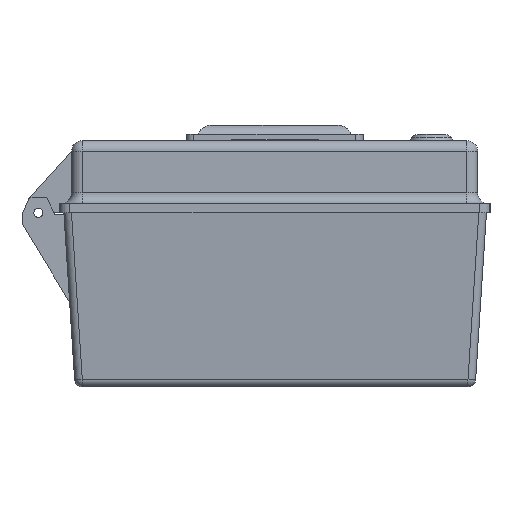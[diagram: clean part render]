
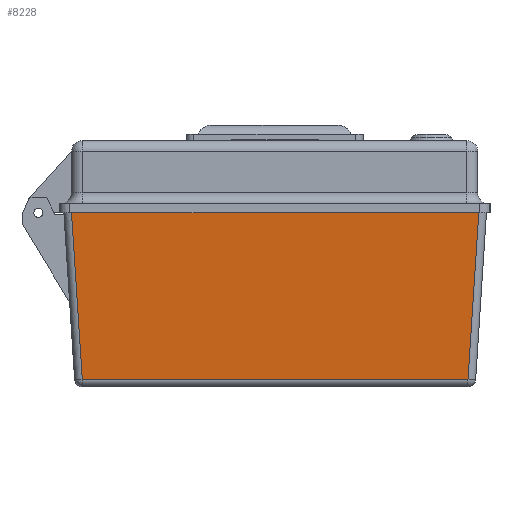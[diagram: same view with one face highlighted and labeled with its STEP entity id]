
A CAD part, front view. The second image highlights one B-rep face of the part: STEP entity #8228.
In plain terms, the highlighted planar face has unit normal (0, -0.997, -0.077).
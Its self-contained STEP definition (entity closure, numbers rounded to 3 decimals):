
#481 = CARTESIAN_POINT ( 'NONE',  ( 130., -263.858, -111.387 ) ) ;
#1420 = CARTESIAN_POINT ( 'NONE',  ( 130.613, -270.218, -29.41 ) ) ;
#1450 = VECTOR ( 'NONE', #4804, 1000. ) ;
#2074 = LINE ( 'NONE', #481, #1450 ) ;
#2118 = LINE ( 'NONE', #9812, #6567 ) ;
#2537 = DIRECTION ( 'NONE',  ( 1., 0., 0. ) ) ;
#2993 = DIRECTION ( 'NONE',  ( 0., -0.997, -0.077 ) ) ;
#3039 = AXIS2_PLACEMENT_3D ( 'NONE', #11756, #2993, #10714 ) ;
#3952 = VERTEX_POINT ( 'NONE', #6238 ) ;
#4330 = DIRECTION ( 'NONE',  ( 0.064, 0.077, -0.995 ) ) ;
#4495 = VERTEX_POINT ( 'NONE', #8910 ) ;
#4697 = EDGE_LOOP ( 'NONE', ( #12093, #6643, #8140, #13989 ) ) ;
#4804 = DIRECTION ( 'NONE',  ( 1., 0., 0. ) ) ;
#5973 = CARTESIAN_POINT ( 'NONE',  ( -132.515, -272.5, 0. ) ) ;
#6238 = CARTESIAN_POINT ( 'NONE',  ( -125.313, -263.858, -111.387 ) ) ;
#6567 = VECTOR ( 'NONE', #4330, 1000. ) ;
#6643 = ORIENTED_EDGE ( 'NONE', *, *, #11379, .T. ) ;
#7844 = CARTESIAN_POINT ( 'NONE',  ( 125.313, -263.858, -111.387 ) ) ;
#8140 = ORIENTED_EDGE ( 'NONE', *, *, #9500, .F. ) ;
#8228 = ADVANCED_FACE ( 'NONE', ( #13926 ), #9554, .T. ) ;
#8910 = CARTESIAN_POINT ( 'NONE',  ( 132.515, -272.5, 0. ) ) ;
#9099 = DIRECTION ( 'NONE',  ( 0.064, -0.077, 0.995 ) ) ;
#9376 = VECTOR ( 'NONE', #2537, 1000. ) ;
#9500 = EDGE_CURVE ( 'NONE', #14124, #4495, #10736, .T. ) ;
#9554 = PLANE ( 'NONE',  #3039 ) ;
#9812 = CARTESIAN_POINT ( 'NONE',  ( -130.613, -270.218, -29.41 ) ) ;
#9927 = EDGE_CURVE ( 'NONE', #14124, #3952, #2118, .T. ) ;
#10066 = VERTEX_POINT ( 'NONE', #7844 ) ;
#10714 = DIRECTION ( 'NONE',  ( 0., 0.077, -0.997 ) ) ;
#10736 = LINE ( 'NONE', #12386, #9376 ) ;
#11379 = EDGE_CURVE ( 'NONE', #10066, #4495, #11393, .T. ) ;
#11393 = LINE ( 'NONE', #1420, #13425 ) ;
#11474 = EDGE_CURVE ( 'NONE', #3952, #10066, #2074, .T. ) ;
#11756 = CARTESIAN_POINT ( 'NONE',  ( 0., -270.869, -21.016 ) ) ;
#12093 = ORIENTED_EDGE ( 'NONE', *, *, #11474, .T. ) ;
#12386 = CARTESIAN_POINT ( 'NONE',  ( -137.5, -272.5, 0. ) ) ;
#13425 = VECTOR ( 'NONE', #9099, 1000. ) ;
#13926 = FACE_OUTER_BOUND ( 'NONE', #4697, .T. ) ;
#13989 = ORIENTED_EDGE ( 'NONE', *, *, #9927, .T. ) ;
#14124 = VERTEX_POINT ( 'NONE', #5973 ) ;
